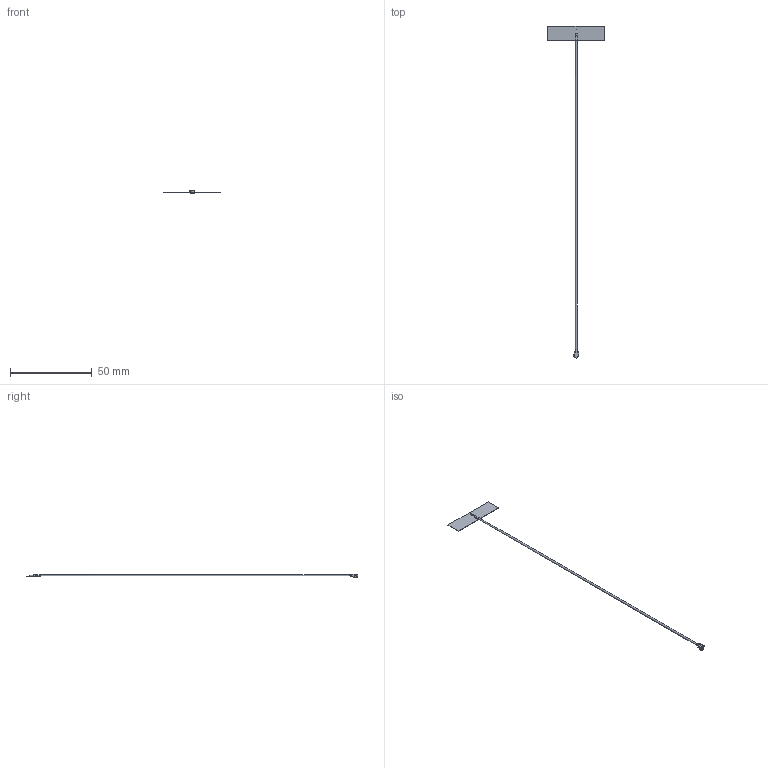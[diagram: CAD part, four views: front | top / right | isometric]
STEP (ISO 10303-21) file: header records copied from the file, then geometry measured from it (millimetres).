
FILE_DESCRIPTION(/* description */ (''),/* implementation_level */ '2;1');
FILE_NAME(/* name */ '1461539200wbm000_01_214.stp',/* time_stamp */ '2022-11-29T17:51:06+08:00',/* author */ (''),/* organization */ (''),/* preprocessor_version */ 'ST-DEVELOPER v16.7',/* originating_system */ 'SIEMENS PLM Software NX 1919',/* authorisation */ '');
FILE_SCHEMA (('AUTOMOTIVE_DESIGN { 1 0 10303 214 3 1 1 1 }'));
Length unit declared in the file: millimetre
Products named in the file (1): 1461539200wbm000_01
Bounding box: 34.9 x 203.64 x 2.15 mm (x, y, z)
Volume: 288 mm3; surface area: 1409.1 mm2
Topology: 1 solids, 1 shells, 133 faces, 385 edges, 256 vertices
Faces by surface type: plane 73, cylinder 34, cone 16, torus 8, bspline 2
Full cylindrical faces by diameter (mm): 0.48 x1, 0.68 x1, 0.78 x1, 0.93 x1, 1.13 x1, 1.5 x1
Entity records: 4847 total; most frequent: CARTESIAN_POINT 1319, ORIENTED_EDGE 738, DIRECTION 722, EDGE_CURVE 369, VERTEX_POINT 250, LINE 246, VECTOR 246, AXIS2_PLACEMENT_3D 238
